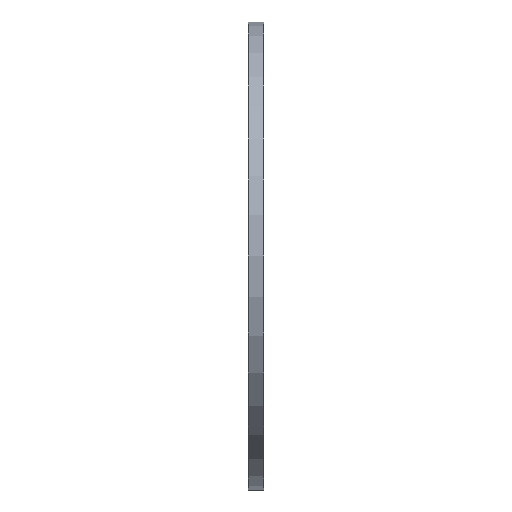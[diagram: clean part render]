
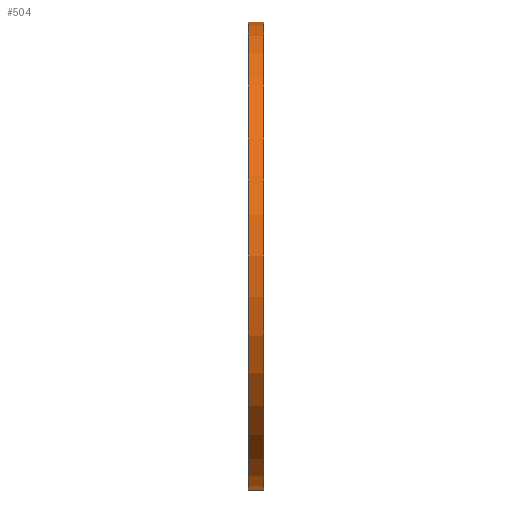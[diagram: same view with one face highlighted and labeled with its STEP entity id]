
A CAD part, left-side view. The second image highlights one B-rep face of the part: STEP entity #504.
In plain terms, the highlighted cylindrical face has radius 75 mm (diameter 150 mm), a partial arc.
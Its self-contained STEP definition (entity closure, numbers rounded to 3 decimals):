
#76 = VERTEX_POINT ( 'NONE', #915 ) ;
#127 = FACE_OUTER_BOUND ( 'NONE', #302, .T. ) ;
#141 = EDGE_CURVE ( 'NONE', #555, #203, #152, .T. ) ;
#146 = DIRECTION ( 'NONE',  ( 0., 0., 1. ) ) ;
#152 = CIRCLE ( 'NONE', #494, 75. ) ;
#177 = EDGE_CURVE ( 'NONE', #203, #922, #379, .T. ) ;
#191 = CARTESIAN_POINT ( 'NONE',  ( 0., 5., -75. ) ) ;
#203 = VERTEX_POINT ( 'NONE', #680 ) ;
#239 = DIRECTION ( 'NONE',  ( 0., 1., 0. ) ) ;
#242 = CIRCLE ( 'NONE', #452, 75. ) ;
#265 = CARTESIAN_POINT ( 'NONE',  ( 0., 5., -75. ) ) ;
#302 = EDGE_LOOP ( 'NONE', ( #716, #848, #449, #893 ) ) ;
#333 = CARTESIAN_POINT ( 'NONE',  ( 0., 0., 75. ) ) ;
#379 = LINE ( 'NONE', #585, #789 ) ;
#420 = AXIS2_PLACEMENT_3D ( 'NONE', #639, #954, #576 ) ;
#437 = DIRECTION ( 'NONE',  ( 0., -1., 0. ) ) ;
#449 = ORIENTED_EDGE ( 'NONE', *, *, #513, .T. ) ;
#452 = AXIS2_PLACEMENT_3D ( 'NONE', #830, #974, #146 ) ;
#494 = AXIS2_PLACEMENT_3D ( 'NONE', #858, #239, #554 ) ;
#504 = ADVANCED_FACE ( 'NONE', ( #127 ), #647, .T. ) ;
#513 = EDGE_CURVE ( 'NONE', #555, #76, #514, .T. ) ;
#514 = LINE ( 'NONE', #191, #968 ) ;
#554 = DIRECTION ( 'NONE',  ( 0., 0., 1. ) ) ;
#555 = VERTEX_POINT ( 'NONE', #265 ) ;
#576 = DIRECTION ( 'NONE',  ( 0., 0., -1. ) ) ;
#585 = CARTESIAN_POINT ( 'NONE',  ( 0., 5., 75. ) ) ;
#639 = CARTESIAN_POINT ( 'NONE',  ( 0., 5., 0. ) ) ;
#647 = CYLINDRICAL_SURFACE ( 'NONE', #420, 75. ) ;
#680 = CARTESIAN_POINT ( 'NONE',  ( 0., 5., 75. ) ) ;
#716 = ORIENTED_EDGE ( 'NONE', *, *, #177, .F. ) ;
#735 = EDGE_CURVE ( 'NONE', #76, #922, #242, .T. ) ;
#789 = VECTOR ( 'NONE', #980, 1000. ) ;
#830 = CARTESIAN_POINT ( 'NONE',  ( 0., 0., 0. ) ) ;
#848 = ORIENTED_EDGE ( 'NONE', *, *, #141, .F. ) ;
#858 = CARTESIAN_POINT ( 'NONE',  ( 0., 5., 0. ) ) ;
#893 = ORIENTED_EDGE ( 'NONE', *, *, #735, .T. ) ;
#915 = CARTESIAN_POINT ( 'NONE',  ( 0., 0., -75. ) ) ;
#922 = VERTEX_POINT ( 'NONE', #333 ) ;
#954 = DIRECTION ( 'NONE',  ( 0., -1., 0. ) ) ;
#968 = VECTOR ( 'NONE', #437, 1000. ) ;
#974 = DIRECTION ( 'NONE',  ( 0., 1., 0. ) ) ;
#980 = DIRECTION ( 'NONE',  ( 0., -1., 0. ) ) ;
